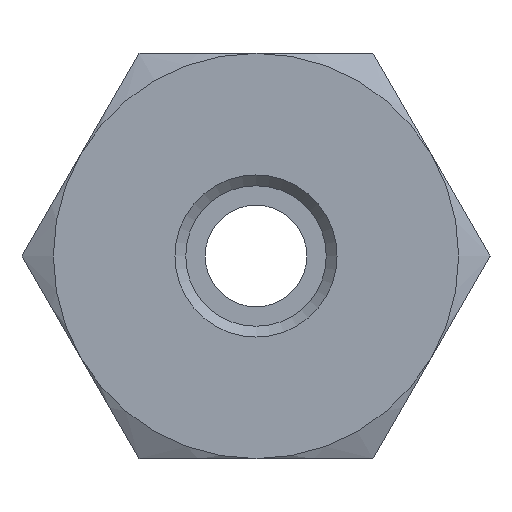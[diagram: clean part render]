
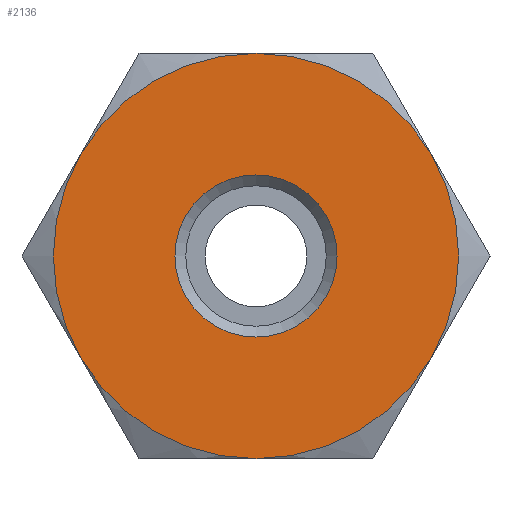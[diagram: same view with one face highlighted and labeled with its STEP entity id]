
A CAD part, left-side view. The second image highlights one B-rep face of the part: STEP entity #2136.
In plain terms, the highlighted planar face has unit normal (-1, 0, 0).
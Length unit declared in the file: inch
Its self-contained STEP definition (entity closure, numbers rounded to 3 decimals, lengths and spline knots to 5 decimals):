
#198=FACE_BOUND('',#475,.T.);
#249=PLANE('',#2342);
#337=FACE_OUTER_BOUND('',#474,.T.);
#474=EDGE_LOOP('',(#1773,#1774,#1775,#1776,#1777,#1778));
#475=EDGE_LOOP('',(#1779));
#869=CIRCLE('',#2339,0.075);
#871=CIRCLE('',#2343,0.1875);
#872=CIRCLE('',#2344,0.1875);
#873=CIRCLE('',#2345,0.1875);
#874=CIRCLE('',#2346,0.1875);
#875=CIRCLE('',#2347,0.1875);
#876=CIRCLE('',#2348,0.1875);
#1054=VERTEX_POINT('',#3473);
#1056=VERTEX_POINT('',#3479);
#1057=VERTEX_POINT('',#3480);
#1058=VERTEX_POINT('',#3482);
#1059=VERTEX_POINT('',#3484);
#1060=VERTEX_POINT('',#3486);
#1061=VERTEX_POINT('',#3488);
#1304=EDGE_CURVE('',#1054,#1054,#869,.T.);
#1306=EDGE_CURVE('',#1056,#1057,#871,.T.);
#1307=EDGE_CURVE('',#1057,#1058,#872,.T.);
#1308=EDGE_CURVE('',#1058,#1059,#873,.T.);
#1309=EDGE_CURVE('',#1059,#1060,#874,.T.);
#1310=EDGE_CURVE('',#1060,#1061,#875,.T.);
#1311=EDGE_CURVE('',#1061,#1056,#876,.T.);
#1773=ORIENTED_EDGE('',*,*,#1306,.T.);
#1774=ORIENTED_EDGE('',*,*,#1307,.T.);
#1775=ORIENTED_EDGE('',*,*,#1308,.T.);
#1776=ORIENTED_EDGE('',*,*,#1309,.T.);
#1777=ORIENTED_EDGE('',*,*,#1310,.T.);
#1778=ORIENTED_EDGE('',*,*,#1311,.T.);
#1779=ORIENTED_EDGE('',*,*,#1304,.F.);
#2136=ADVANCED_FACE('',(#337,#198),#249,.F.);
#2339=AXIS2_PLACEMENT_3D('',#3474,#2817,#2818);
#2342=AXIS2_PLACEMENT_3D('',#3478,#2823,#2824);
#2343=AXIS2_PLACEMENT_3D('',#3481,#2825,#2826);
#2344=AXIS2_PLACEMENT_3D('',#3483,#2827,#2828);
#2345=AXIS2_PLACEMENT_3D('',#3485,#2829,#2830);
#2346=AXIS2_PLACEMENT_3D('',#3487,#2831,#2832);
#2347=AXIS2_PLACEMENT_3D('',#3489,#2833,#2834);
#2348=AXIS2_PLACEMENT_3D('',#3490,#2835,#2836);
#2817=DIRECTION('center_axis',(-1.,0.,0.));
#2818=DIRECTION('ref_axis',(0.,-1.,0.));
#2823=DIRECTION('center_axis',(1.,0.,0.));
#2824=DIRECTION('ref_axis',(0.,0.,-1.));
#2825=DIRECTION('center_axis',(-1.,0.,0.));
#2826=DIRECTION('ref_axis',(0.,0.,1.));
#2827=DIRECTION('center_axis',(-1.,0.,0.));
#2828=DIRECTION('ref_axis',(0.,0.,1.));
#2829=DIRECTION('center_axis',(-1.,0.,0.));
#2830=DIRECTION('ref_axis',(0.,0.,1.));
#2831=DIRECTION('center_axis',(-1.,0.,0.));
#2832=DIRECTION('ref_axis',(0.,0.,1.));
#2833=DIRECTION('center_axis',(-1.,0.,0.));
#2834=DIRECTION('ref_axis',(0.,0.,1.));
#2835=DIRECTION('center_axis',(-1.,0.,0.));
#2836=DIRECTION('ref_axis',(0.,0.,1.));
#3473=CARTESIAN_POINT('',(-0.525,0.075,0.));
#3474=CARTESIAN_POINT('Origin',(-0.525,0.,0.));
#3478=CARTESIAN_POINT('Origin',(-0.525,0.,0.));
#3479=CARTESIAN_POINT('',(-0.525,0.16238,0.09375));
#3480=CARTESIAN_POINT('',(-0.525,0.16238,-0.09375));
#3481=CARTESIAN_POINT('Origin',(-0.525,0.,0.));
#3482=CARTESIAN_POINT('',(-0.525,0.,-0.1875));
#3483=CARTESIAN_POINT('Origin',(-0.525,0.,0.));
#3484=CARTESIAN_POINT('',(-0.525,-0.16238,-0.09375));
#3485=CARTESIAN_POINT('Origin',(-0.525,0.,0.));
#3486=CARTESIAN_POINT('',(-0.525,-0.16238,0.09375));
#3487=CARTESIAN_POINT('Origin',(-0.525,0.,0.));
#3488=CARTESIAN_POINT('',(-0.525,0.,0.1875));
#3489=CARTESIAN_POINT('Origin',(-0.525,0.,0.));
#3490=CARTESIAN_POINT('Origin',(-0.525,0.,0.));
